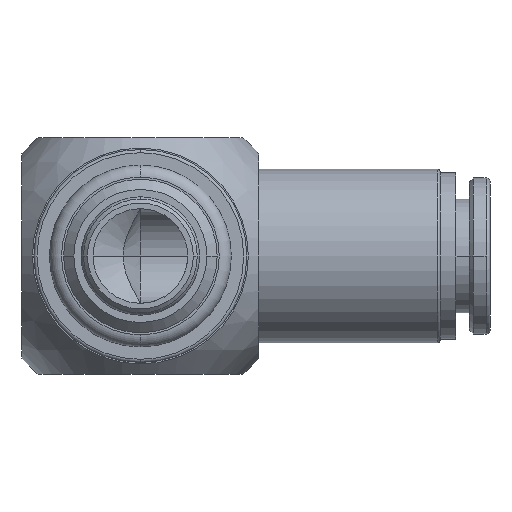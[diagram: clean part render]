
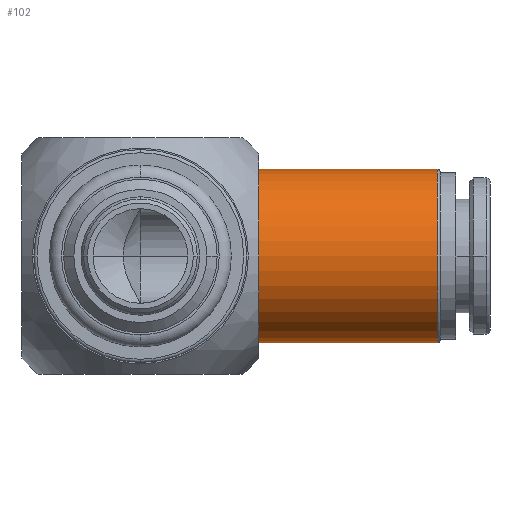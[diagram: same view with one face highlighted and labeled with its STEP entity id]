
A CAD part, front view. The second image highlights one B-rep face of the part: STEP entity #102.
In plain terms, the highlighted cylindrical face has radius 5.5 mm (diameter 11 mm), a partial arc.
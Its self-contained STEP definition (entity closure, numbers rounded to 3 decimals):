
#102=ADVANCED_FACE('',(#277),#278,.T.);
#277=FACE_OUTER_BOUND('',#522,.T.);
#278=CYLINDRICAL_SURFACE('',#523,5.5);
#522=EDGE_LOOP('',(#1086,#1087,#1088,#1089,#1090));
#523=AXIS2_PLACEMENT_3D('',#1091,#1092,#1093);
#1086=ORIENTED_EDGE('',*,*,#1669,.T.);
#1087=ORIENTED_EDGE('',*,*,#1741,.F.);
#1088=ORIENTED_EDGE('',*,*,#1740,.F.);
#1089=ORIENTED_EDGE('',*,*,#1671,.T.);
#1090=ORIENTED_EDGE('',*,*,#1742,.F.);
#1091=CARTESIAN_POINT('',(9.5,17.825,0.0));
#1092=DIRECTION('',(1.0,0.0,0.0));
#1093=DIRECTION('',(0.0,0.0,-1.0));
#1669=EDGE_CURVE('',#2045,#2046,#2047,.T.);
#1671=EDGE_CURVE('',#2050,#2048,#2051,.T.);
#1740=EDGE_CURVE('',#2050,#2159,#2160,.T.);
#1741=EDGE_CURVE('',#2159,#2046,#2161,.T.);
#1742=EDGE_CURVE('',#2045,#2048,#2162,.T.);
#2045=VERTEX_POINT('',#2581);
#2046=VERTEX_POINT('',#2582);
#2047=LINE('',#2583,#2584);
#2048=VERTEX_POINT('',#2585);
#2050=VERTEX_POINT('',#2587);
#2051=LINE('',#2588,#2589);
#2159=VERTEX_POINT('',#2797);
#2160=CIRCLE('',#2798,5.5);
#2161=CIRCLE('',#2799,5.5);
#2162=CIRCLE('',#2800,5.5);
#2581=CARTESIAN_POINT('',(7.5,17.825,-5.5));
#2582=CARTESIAN_POINT('',(18.8,17.825,-5.5));
#2583=CARTESIAN_POINT('',(9.5,17.825,-5.5));
#2584=VECTOR('',#3434,1.0);
#2585=CARTESIAN_POINT('',(7.5,17.825,5.5));
#2587=CARTESIAN_POINT('',(18.8,17.825,5.5));
#2588=CARTESIAN_POINT('',(9.5,17.825,5.5));
#2589=VECTOR('',#3438,1.0);
#2797=CARTESIAN_POINT('',(18.8,12.325,0.0));
#2798=AXIS2_PLACEMENT_3D('',#3582,#3583,#3584);
#2799=AXIS2_PLACEMENT_3D('',#3585,#3586,#3587);
#2800=AXIS2_PLACEMENT_3D('',#3588,#3589,#3590);
#3434=DIRECTION('',(1.0,0.0,0.0));
#3438=DIRECTION('',(-1.0,-0.0,-0.0));
#3582=CARTESIAN_POINT('',(18.8,17.825,0.0));
#3583=DIRECTION('',(1.0,0.0,0.0));
#3584=DIRECTION('',(0.0,0.0,-1.0));
#3585=CARTESIAN_POINT('',(18.8,17.825,0.0));
#3586=DIRECTION('',(1.0,0.0,0.0));
#3587=DIRECTION('',(0.0,0.0,-1.0));
#3588=CARTESIAN_POINT('',(7.5,17.825,0.0));
#3589=DIRECTION('',(-1.0,0.0,0.0));
#3590=DIRECTION('',(0.0,0.0,-1.0));
